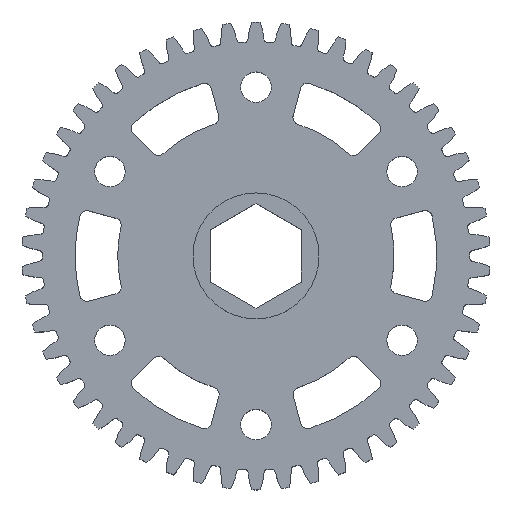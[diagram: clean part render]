
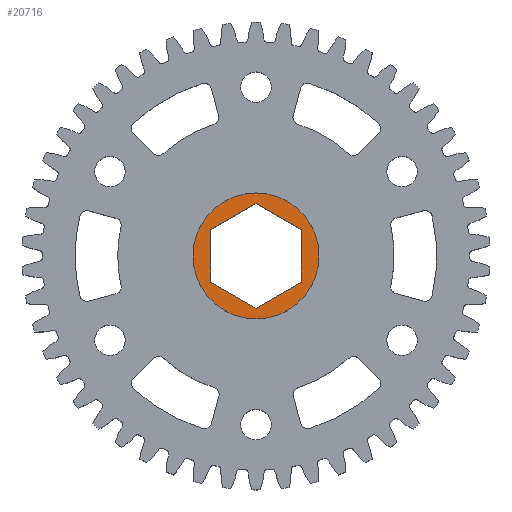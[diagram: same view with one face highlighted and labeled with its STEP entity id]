
A CAD part, top view. The second image highlights one B-rep face of the part: STEP entity #20716.
In plain terms, the highlighted planar face has unit normal (0, 0, 1).
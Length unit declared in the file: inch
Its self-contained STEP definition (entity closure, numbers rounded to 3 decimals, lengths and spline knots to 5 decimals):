
#842 = VERTEX_POINT ( 'NONE', #7465 ) ;
#857 = VERTEX_POINT ( 'NONE', #7472 ) ;
#3328 = EDGE_CURVE ( 'NONE', #857, #842, #14258, .T. ) ;
#3329 = EDGE_CURVE ( 'NONE', #9154, #9153, #14260, .T. ) ;
#3330 = EDGE_CURVE ( 'NONE', #9153, #9151, #14257, .T. ) ;
#3331 = EDGE_CURVE ( 'NONE', #9151, #9152, #14254, .T. ) ;
#3332 = EDGE_CURVE ( 'NONE', #9152, #9150, #14252, .T. ) ;
#3333 = EDGE_CURVE ( 'NONE', #9150, #9149, #14250, .T. ) ;
#3334 = EDGE_CURVE ( 'NONE', #9149, #9154, #14248, .T. ) ;
#6855 = CARTESIAN_POINT ( 'NONE',  ( 0., 0., 0.249 ) ) ;
#6856 = DIRECTION ( 'NONE',  ( 0., 0., 1. ) ) ;
#6857 = DIRECTION ( 'NONE',  ( 1., 0., 0. ) ) ;
#6950 = CARTESIAN_POINT ( 'NONE',  ( 0., 0., 0.249 ) ) ;
#6954 = PLANE ( 'NONE',  #15117 ) ;
#6959 = DIRECTION ( 'NONE',  ( 0., 0., 1. ) ) ;
#6960 = DIRECTION ( 'NONE',  ( 1., 0., 0. ) ) ;
#7465 = CARTESIAN_POINT ( 'NONE',  ( 0.35, 0., 0.249 ) ) ;
#7472 = CARTESIAN_POINT ( 'NONE',  ( -0.35, 0., 0.249 ) ) ;
#9149 = VERTEX_POINT ( 'NONE', #12007 ) ;
#9150 = VERTEX_POINT ( 'NONE', #12008 ) ;
#9151 = VERTEX_POINT ( 'NONE', #12009 ) ;
#9152 = VERTEX_POINT ( 'NONE', #12010 ) ;
#9153 = VERTEX_POINT ( 'NONE', #12011 ) ;
#9154 = VERTEX_POINT ( 'NONE', #12012 ) ;
#9462 = ORIENTED_EDGE ( 'NONE', *, *, #15081, .T. ) ;
#9463 = ORIENTED_EDGE ( 'NONE', *, *, #3328, .T. ) ;
#9464 = ORIENTED_EDGE ( 'NONE', *, *, #3334, .T. ) ;
#9465 = ORIENTED_EDGE ( 'NONE', *, *, #3333, .T. ) ;
#9466 = ORIENTED_EDGE ( 'NONE', *, *, #3332, .T. ) ;
#9467 = ORIENTED_EDGE ( 'NONE', *, *, #3331, .T. ) ;
#9468 = ORIENTED_EDGE ( 'NONE', *, *, #3330, .T. ) ;
#9469 = ORIENTED_EDGE ( 'NONE', *, *, #3329, .T. ) ;
#10601 = DIRECTION ( 'NONE',  ( 0., 1., 0. ) ) ;
#10605 = CARTESIAN_POINT ( 'NONE',  ( -0.2515, 0.1452, 0.249 ) ) ;
#10606 = CARTESIAN_POINT ( 'NONE',  ( -0.2515, -0.1452, 0.249 ) ) ;
#10607 = CARTESIAN_POINT ( 'NONE',  ( 0., 0., 0.249 ) ) ;
#10608 = DIRECTION ( 'NONE',  ( 0., 0., 1. ) ) ;
#10609 = DIRECTION ( 'NONE',  ( 1., 0., 0. ) ) ;
#10611 = DIRECTION ( 'NONE',  ( 0.866, 0.5, 0. ) ) ;
#10612 = CARTESIAN_POINT ( 'NONE',  ( 0., 0.29041, 0.249 ) ) ;
#10613 = DIRECTION ( 'NONE',  ( 0.866, -0.5, 0. ) ) ;
#10614 = CARTESIAN_POINT ( 'NONE',  ( 0.2515, 0.1452, 0.249 ) ) ;
#10615 = DIRECTION ( 'NONE',  ( 0., -1., 0. ) ) ;
#10616 = CARTESIAN_POINT ( 'NONE',  ( 0.2515, -0.1452, 0.249 ) ) ;
#10617 = DIRECTION ( 'NONE',  ( -0.866, -0.5, 0. ) ) ;
#10618 = CARTESIAN_POINT ( 'NONE',  ( 0., -0.29041, 0.249 ) ) ;
#10619 = DIRECTION ( 'NONE',  ( -0.866, 0.5, 0. ) ) ;
#12007 = CARTESIAN_POINT ( 'NONE',  ( 0., -0.29041, 0.249 ) ) ;
#12008 = CARTESIAN_POINT ( 'NONE',  ( 0.2515, -0.1452, 0.249 ) ) ;
#12009 = CARTESIAN_POINT ( 'NONE',  ( 0., 0.29041, 0.249 ) ) ;
#12010 = CARTESIAN_POINT ( 'NONE',  ( 0.2515, 0.1452, 0.249 ) ) ;
#12011 = CARTESIAN_POINT ( 'NONE',  ( -0.2515, 0.1452, 0.249 ) ) ;
#12012 = CARTESIAN_POINT ( 'NONE',  ( -0.2515, -0.1452, 0.249 ) ) ;
#13095 = AXIS2_PLACEMENT_3D ( 'NONE', #6855, #6856, #6857 ) ;
#13148 = EDGE_LOOP ( 'NONE', ( #9469, #9468, #9467, #9466, #9465, #9464 ) ) ;
#13422 = FACE_BOUND ( 'NONE', #13148, .T. ) ;
#13467 = CIRCLE ( 'NONE', #13095, 0.35 ) ;
#14245 = VECTOR ( 'NONE', #10619, 39.37008 ) ;
#14247 = VECTOR ( 'NONE', #10617, 39.37008 ) ;
#14248 = LINE ( 'NONE', #10618, #14245 ) ;
#14249 = VECTOR ( 'NONE', #10615, 39.37008 ) ;
#14250 = LINE ( 'NONE', #10616, #14247 ) ;
#14251 = VECTOR ( 'NONE', #10613, 39.37008 ) ;
#14252 = LINE ( 'NONE', #10614, #14249 ) ;
#14253 = VECTOR ( 'NONE', #10611, 39.37008 ) ;
#14254 = LINE ( 'NONE', #10612, #14251 ) ;
#14255 = VECTOR ( 'NONE', #10601, 39.37008 ) ;
#14257 = LINE ( 'NONE', #10605, #14253 ) ;
#14258 = CIRCLE ( 'NONE', #14900, 0.35 ) ;
#14260 = LINE ( 'NONE', #10606, #14255 ) ;
#14779 = EDGE_LOOP ( 'NONE', ( #9463, #9462 ) ) ;
#14900 = AXIS2_PLACEMENT_3D ( 'NONE', #10607, #10608, #10609 ) ;
#14939 = FACE_OUTER_BOUND ( 'NONE', #14779, .T. ) ;
#15081 = EDGE_CURVE ( 'NONE', #842, #857, #13467, .T. ) ;
#15117 = AXIS2_PLACEMENT_3D ( 'NONE', #6950, #6959, #6960 ) ;
#20716 = ADVANCED_FACE ( 'NONE', ( #13422, #14939 ), #6954, .T. ) ;
